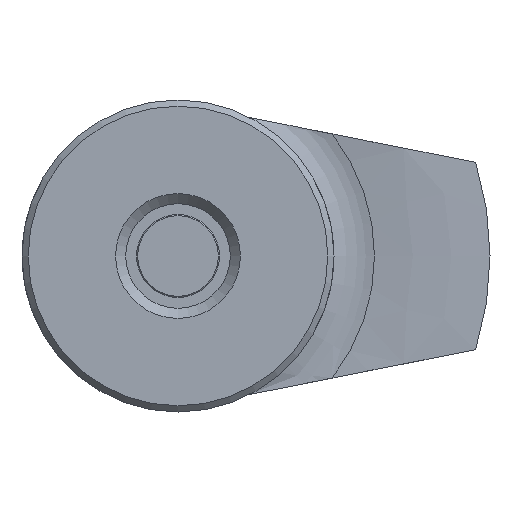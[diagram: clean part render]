
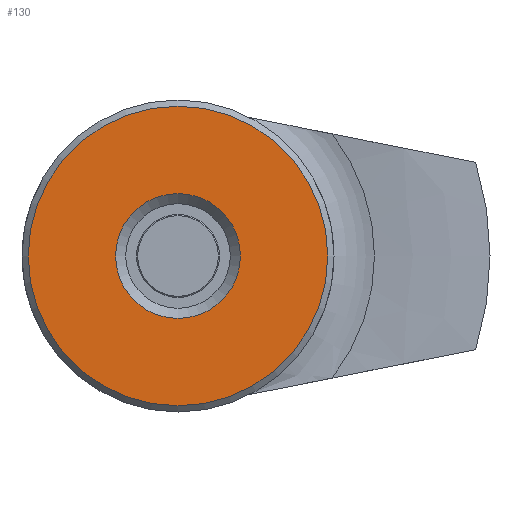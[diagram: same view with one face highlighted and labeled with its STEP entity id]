
A CAD part, front view. The second image highlights one B-rep face of the part: STEP entity #130.
In plain terms, the highlighted planar face has unit normal (0, -1, 0).
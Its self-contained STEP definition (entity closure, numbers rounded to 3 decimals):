
#130 = ADVANCED_FACE( '', ( #288, #289 ), #290, .F. );
#288 = FACE_BOUND( '', #484, .T. );
#289 = FACE_OUTER_BOUND( '', #485, .T. );
#290 = PLANE( '', #486 );
#484 = EDGE_LOOP( '', ( #758 ) );
#485 = EDGE_LOOP( '', ( #759 ) );
#486 = AXIS2_PLACEMENT_3D( '', #760, #761, #762 );
#758 = ORIENTED_EDGE( '', *, *, #907, .F. );
#759 = ORIENTED_EDGE( '', *, *, #962, .T. );
#760 = CARTESIAN_POINT( '', ( 12., 0., 0. ) );
#761 = DIRECTION( '', ( 0., 1., 0. ) );
#762 = DIRECTION( '', ( 0., 0., 1. ) );
#907 = EDGE_CURVE( '', #1054, #1054, #1055, .T. );
#962 = EDGE_CURVE( '', #1131, #1131, #1132, .T. );
#1054 = VERTEX_POINT( '', #1255 );
#1055 = CIRCLE( '', #1256, 5. );
#1131 = VERTEX_POINT( '', #1383 );
#1132 = CIRCLE( '', #1384, 12. );
#1255 = CARTESIAN_POINT( '', ( 0., 0., -5. ) );
#1256 = AXIS2_PLACEMENT_3D( '', #1477, #1478, #1479 );
#1383 = CARTESIAN_POINT( '', ( 0., 0., -12. ) );
#1384 = AXIS2_PLACEMENT_3D( '', #1532, #1533, #1534 );
#1477 = CARTESIAN_POINT( '', ( 0., 0., 0. ) );
#1478 = DIRECTION( '', ( 0., -1., 0. ) );
#1479 = DIRECTION( '', ( 0., 0., -1. ) );
#1532 = CARTESIAN_POINT( '', ( 0., 0., 0. ) );
#1533 = DIRECTION( '', ( 0., -1., 0. ) );
#1534 = DIRECTION( '', ( 0., 0., -1. ) );
